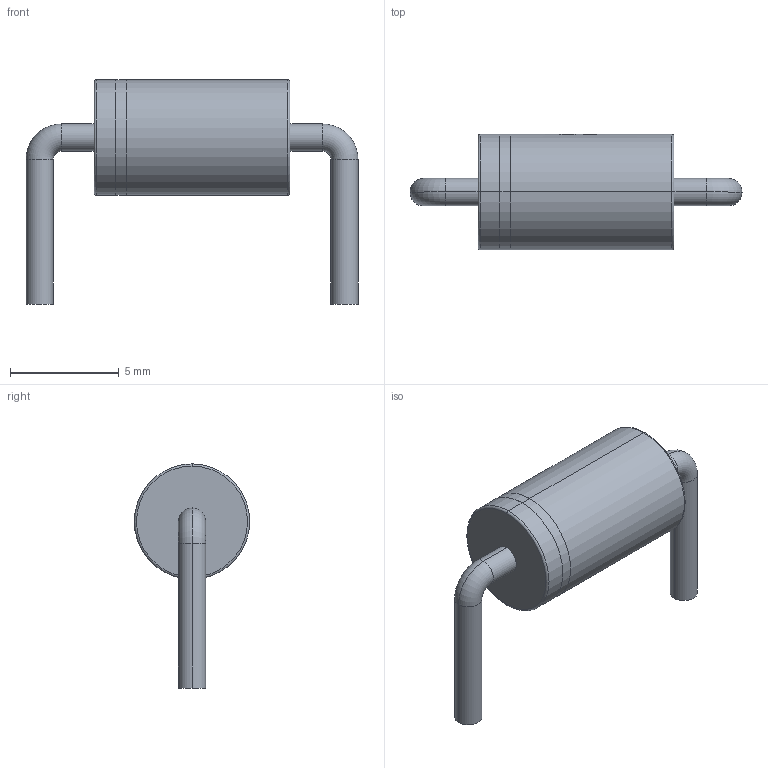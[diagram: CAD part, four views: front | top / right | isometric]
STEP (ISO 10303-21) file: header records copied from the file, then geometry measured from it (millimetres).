
FILE_DESCRIPTION (( 'STEP AP214' ), '1' );
FILE_NAME ('DO-27-BD5.3-L9.0-P14.0-D1.3-R-RD.step', '2022-07-04T10:25:44', ( '' ), ( '' ), 'SwSTEP 2.0', 'SolidWorks 2020', '' );
FILE_SCHEMA (( 'AUTOMOTIVE_DESIGN' ));
Length unit declared in the file: millimetre
Products named in the file (1): DO-27-BD5.3-L9.0-P14.0-D1.3-R-RD
Bounding box: 15.25 x 5.3 x 10.3 mm (x, y, z)
Volume: 222.3 mm3; surface area: 268.9 mm2
Topology: 1 solids, 1 shells, 252 faces, 669 edges, 442 vertices
Faces by surface type: plane 113, bspline 98, cylinder 33, torus 8
Entity records: 12354 total; most frequent: CARTESIAN_POINT 4597, ORIENTED_EDGE 1338, EDGE_CURVE 669, DIRECTION 609, VERTEX_POINT 442, EDGE_LOOP 275, FACE_OUTER_BOUND 252, ADVANCED_FACE 252
